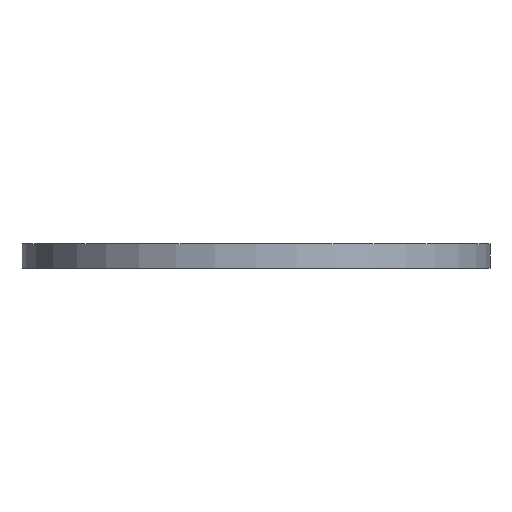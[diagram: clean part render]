
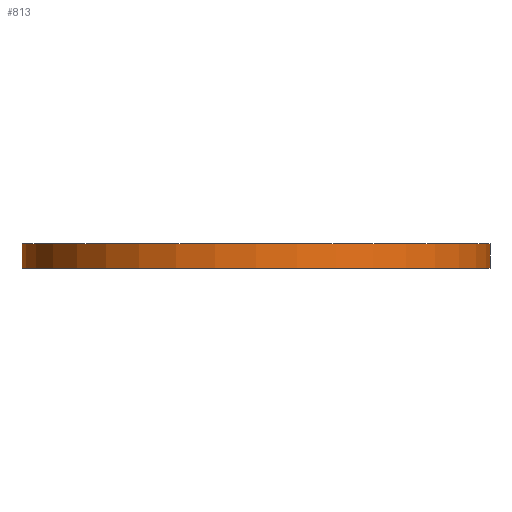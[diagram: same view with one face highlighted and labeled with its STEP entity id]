
A CAD part, front view. The second image highlights one B-rep face of the part: STEP entity #813.
In plain terms, the highlighted cylindrical face has radius 75 mm (diameter 150 mm), a partial arc.
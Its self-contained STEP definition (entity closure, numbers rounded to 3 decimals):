
#25 = VECTOR ( 'NONE', #519, 1000. ) ;
#33 = CIRCLE ( 'NONE', #1545, 75. ) ;
#57 = DIRECTION ( 'NONE',  ( 0., 0., -1. ) ) ;
#157 = DIRECTION ( 'NONE',  ( 0., 0., 1. ) ) ;
#200 = CARTESIAN_POINT ( 'NONE',  ( -75., 0., 8. ) ) ;
#216 = VERTEX_POINT ( 'NONE', #1650 ) ;
#293 = VERTEX_POINT ( 'NONE', #525 ) ;
#304 = EDGE_CURVE ( 'NONE', #216, #1516, #736, .T. ) ;
#312 = CYLINDRICAL_SURFACE ( 'NONE', #729, 75. ) ;
#321 = CARTESIAN_POINT ( 'NONE',  ( 75., 0., 0. ) ) ;
#353 = ORIENTED_EDGE ( 'NONE', *, *, #1328, .T. ) ;
#355 = CARTESIAN_POINT ( 'NONE',  ( 0., 0., 8. ) ) ;
#453 = VECTOR ( 'NONE', #57, 1000. ) ;
#471 = ORIENTED_EDGE ( 'NONE', *, *, #304, .F. ) ;
#519 = DIRECTION ( 'NONE',  ( 0., 0., -1. ) ) ;
#525 = CARTESIAN_POINT ( 'NONE',  ( -75., 0., 0. ) ) ;
#561 = EDGE_CURVE ( 'NONE', #1516, #965, #1421, .T. ) ;
#715 = FACE_OUTER_BOUND ( 'NONE', #825, .T. ) ;
#729 = AXIS2_PLACEMENT_3D ( 'NONE', #1634, #1515, #854 ) ;
#736 = CIRCLE ( 'NONE', #1382, 75. ) ;
#798 = ORIENTED_EDGE ( 'NONE', *, *, #561, .F. ) ;
#813 = ADVANCED_FACE ( 'NONE', ( #715 ), #312, .T. ) ;
#820 = DIRECTION ( 'NONE',  ( 1., 0., 0. ) ) ;
#825 = EDGE_LOOP ( 'NONE', ( #798, #471, #1469, #353 ) ) ;
#854 = DIRECTION ( 'NONE',  ( -1., 0., 0. ) ) ;
#903 = EDGE_CURVE ( 'NONE', #216, #293, #1478, .T. ) ;
#965 = VERTEX_POINT ( 'NONE', #321 ) ;
#1147 = DIRECTION ( 'NONE',  ( 0., 0., 1. ) ) ;
#1173 = CARTESIAN_POINT ( 'NONE',  ( 75., 0., 8. ) ) ;
#1198 = CARTESIAN_POINT ( 'NONE',  ( 0., 0., 0. ) ) ;
#1235 = CARTESIAN_POINT ( 'NONE',  ( 75., 0., 8. ) ) ;
#1328 = EDGE_CURVE ( 'NONE', #293, #965, #33, .T. ) ;
#1382 = AXIS2_PLACEMENT_3D ( 'NONE', #355, #1147, #1418 ) ;
#1418 = DIRECTION ( 'NONE',  ( 1., 0., 0. ) ) ;
#1421 = LINE ( 'NONE', #1173, #25 ) ;
#1469 = ORIENTED_EDGE ( 'NONE', *, *, #903, .T. ) ;
#1478 = LINE ( 'NONE', #200, #453 ) ;
#1515 = DIRECTION ( 'NONE',  ( 0., 0., -1. ) ) ;
#1516 = VERTEX_POINT ( 'NONE', #1235 ) ;
#1545 = AXIS2_PLACEMENT_3D ( 'NONE', #1198, #157, #820 ) ;
#1634 = CARTESIAN_POINT ( 'NONE',  ( 0., 0., 8. ) ) ;
#1650 = CARTESIAN_POINT ( 'NONE',  ( -75., 0., 8. ) ) ;
